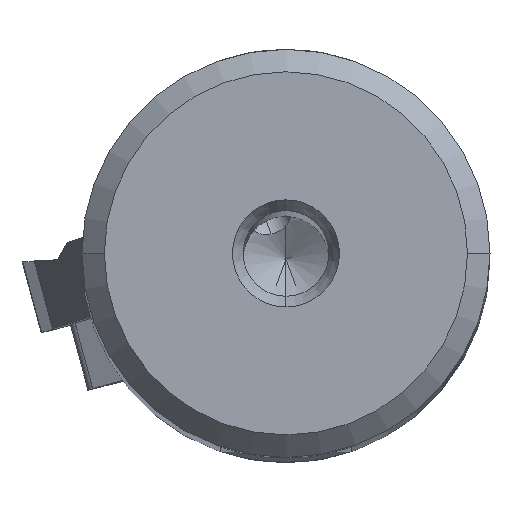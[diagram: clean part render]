
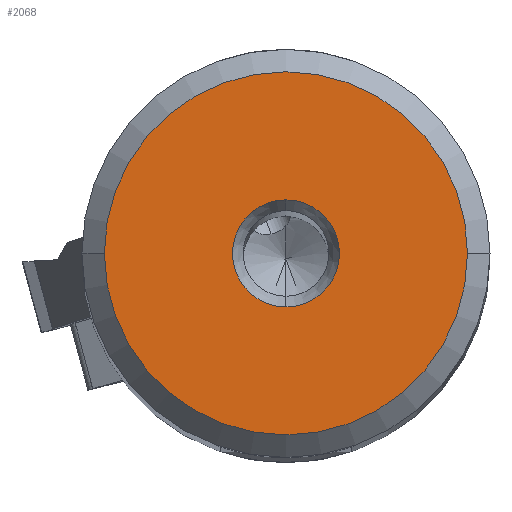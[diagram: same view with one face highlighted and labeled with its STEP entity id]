
A CAD part, top view. The second image highlights one B-rep face of the part: STEP entity #2068.
In plain terms, the highlighted planar face has unit normal (0, 0, 1).
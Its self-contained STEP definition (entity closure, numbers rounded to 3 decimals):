
#2068=ADVANCED_FACE('',(#2791,#2792),#2344,.T.);
#2344=PLANE('',#7730);
#2461=CIRCLE('',#7723,2.5);
#2463=CIRCLE('',#7726,2.5);
#2464=CIRCLE('',#7728,8.475);
#2465=CIRCLE('',#7729,8.475);
#2791=FACE_BOUND('',#2856,.T.);
#2792=FACE_BOUND('',#2857,.T.);
#2856=EDGE_LOOP('',(#3304,#3305));
#2857=EDGE_LOOP('',(#3306,#3307));
#3304=ORIENTED_EDGE('',*,*,#5518,.F.);
#3305=ORIENTED_EDGE('',*,*,#5519,.F.);
#3306=ORIENTED_EDGE('',*,*,#5517,.F.);
#3307=ORIENTED_EDGE('',*,*,#5514,.F.);
#4906=VERTEX_POINT('',#10304);
#4907=VERTEX_POINT('',#10306);
#4908=VERTEX_POINT('',#10313);
#4909=VERTEX_POINT('',#10314);
#5514=EDGE_CURVE('',#4906,#4907,#2461,.T.);
#5517=EDGE_CURVE('',#4907,#4906,#2463,.T.);
#5518=EDGE_CURVE('',#4908,#4909,#2464,.T.);
#5519=EDGE_CURVE('',#4909,#4908,#2465,.T.);
#7723=AXIS2_PLACEMENT_3D('',#10305,#8541,#8542);
#7726=AXIS2_PLACEMENT_3D('',#10310,#8548,#8549);
#7728=AXIS2_PLACEMENT_3D('',#10312,#8552,#8553);
#7729=AXIS2_PLACEMENT_3D('',#10315,#8554,#8555);
#7730=AXIS2_PLACEMENT_3D('',#10316,#8556,#8557);
#8541=DIRECTION('',(0.,0.,1.));
#8542=DIRECTION('',(0.,-1.,0.));
#8548=DIRECTION('',(0.,0.,1.));
#8549=DIRECTION('',(0.,1.,0.));
#8552=DIRECTION('',(0.,0.,-1.));
#8553=DIRECTION('',(-1.,0.,0.));
#8554=DIRECTION('',(0.,0.,-1.));
#8555=DIRECTION('',(1.,0.,0.));
#8556=DIRECTION('',(0.,0.,1.));
#8557=DIRECTION('',(-1.,0.,0.));
#10304=CARTESIAN_POINT('',(0.,-2.5,0.));
#10305=CARTESIAN_POINT('',(0.,0.,0.));
#10306=CARTESIAN_POINT('',(0.,2.5,0.));
#10310=CARTESIAN_POINT('',(0.,0.,0.));
#10312=CARTESIAN_POINT('',(0.,0.,0.));
#10313=CARTESIAN_POINT('',(-8.475,0.,0.));
#10314=CARTESIAN_POINT('',(8.475,0.,0.));
#10315=CARTESIAN_POINT('',(0.,0.,0.));
#10316=CARTESIAN_POINT('',(0.,0.,0.));
